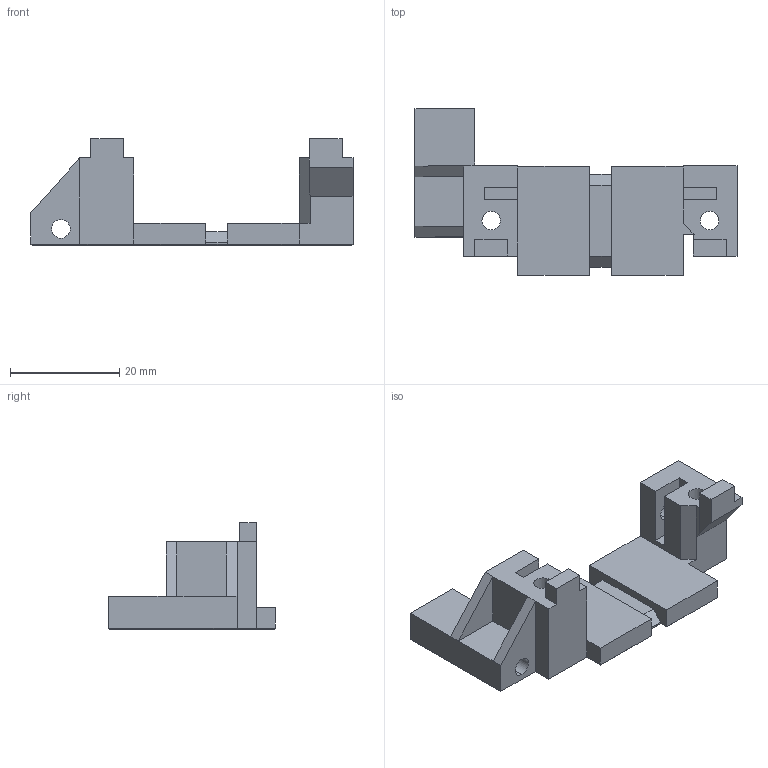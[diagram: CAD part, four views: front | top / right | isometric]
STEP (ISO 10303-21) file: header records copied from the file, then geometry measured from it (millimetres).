
FILE_DESCRIPTION (( 'STEP AP214' ), '1' );
FILE_NAME ('Mini servo motor bracket 1 (3D).STEP', '2021-06-04T10:45:32', ( '' ), ( '' ), 'SwSTEP 2.0', 'SolidWorks 2016', '' );
FILE_SCHEMA (( 'AUTOMOTIVE_DESIGN' ));
Length unit declared in the file: millimetre
Products named in the file (2): Mini servo motor bracket 1 (3D)
Bounding box: 58.95 x 30.5 x 19.5 mm (x, y, z)
Volume: 7724.4 mm3; surface area: 5500 mm2
Topology: 1 solids, 1 shells, 291 faces, 709 edges, 432 vertices
Faces by surface type: plane 216, bspline 61, cylinder 10, cone 4
Entity records: 18087 total; most frequent: CARTESIAN_POINT 11686, ORIENTED_EDGE 1418, DIRECTION 1066, EDGE_CURVE 709, VECTOR 554, LINE 554, VERTEX_POINT 432, EDGE_LOOP 313
